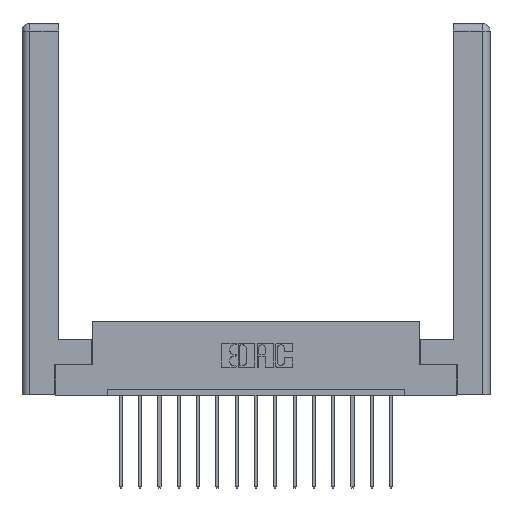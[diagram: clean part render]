
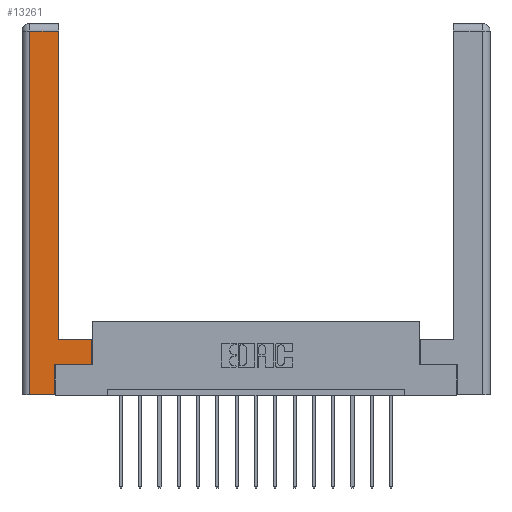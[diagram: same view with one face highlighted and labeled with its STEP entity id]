
A CAD part, top view. The second image highlights one B-rep face of the part: STEP entity #13261.
In plain terms, the highlighted planar face has unit normal (0, 0, 1).
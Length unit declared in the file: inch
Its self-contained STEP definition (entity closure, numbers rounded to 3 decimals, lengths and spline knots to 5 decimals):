
#574 = ORIENTED_EDGE ( 'NONE', *, *, #9818, .T. ) ;
#1322 = EDGE_CURVE ( 'NONE', #4451, #1588, #6047, .T. ) ;
#1502 = ORIENTED_EDGE ( 'NONE', *, *, #1322, .T. ) ;
#1588 = VERTEX_POINT ( 'NONE', #7931 ) ;
#2008 = CARTESIAN_POINT ( 'NONE',  ( 0.265, 0.245, 0. ) ) ;
#2147 = DIRECTION ( 'NONE',  ( 0., 1., 0. ) ) ;
#3022 = DIRECTION ( 'NONE',  ( 1., 0., 0. ) ) ;
#3670 = CARTESIAN_POINT ( 'NONE',  ( 0.565, 0.245, 0. ) ) ;
#3700 = ORIENTED_EDGE ( 'NONE', *, *, #8033, .T. ) ;
#3820 = VECTOR ( 'NONE', #12633, 39.37008 ) ;
#3905 = VERTEX_POINT ( 'NONE', #5875 ) ;
#4322 = CARTESIAN_POINT ( 'NONE',  ( 0.265, 0., 0. ) ) ;
#4451 = VERTEX_POINT ( 'NONE', #14860 ) ;
#4827 = LINE ( 'NONE', #4322, #14298 ) ;
#5111 = LINE ( 'NONE', #6561, #15816 ) ;
#5361 = VERTEX_POINT ( 'NONE', #2008 ) ;
#5875 = CARTESIAN_POINT ( 'NONE',  ( 0.265, 0., 0. ) ) ;
#5933 = VECTOR ( 'NONE', #16092, 39.37008 ) ;
#6047 = LINE ( 'NONE', #13607, #7319 ) ;
#6099 = EDGE_CURVE ( 'NONE', #11454, #6545, #11630, .T. ) ;
#6545 = VERTEX_POINT ( 'NONE', #7288 ) ;
#6561 = CARTESIAN_POINT ( 'NONE',  ( 0.265, 0.245, 0. ) ) ;
#6637 = CARTESIAN_POINT ( 'NONE',  ( 0.565, 0.245, 0. ) ) ;
#7058 = ORIENTED_EDGE ( 'NONE', *, *, #6099, .T. ) ;
#7288 = CARTESIAN_POINT ( 'NONE',  ( 0.565, 0.45, 0. ) ) ;
#7319 = VECTOR ( 'NONE', #8197, 39.37008 ) ;
#7931 = CARTESIAN_POINT ( 'NONE',  ( 0.0615, 0., 0. ) ) ;
#8033 = EDGE_CURVE ( 'NONE', #6545, #11589, #8185, .T. ) ;
#8185 = LINE ( 'NONE', #16576, #3820 ) ;
#8197 = DIRECTION ( 'NONE',  ( 0., -1., 0. ) ) ;
#8257 = VECTOR ( 'NONE', #2147, 39.37008 ) ;
#8510 = DIRECTION ( 'NONE',  ( -1., 0., 0. ) ) ;
#8744 = CARTESIAN_POINT ( 'NONE',  ( 0.295, 3., 0. ) ) ;
#8821 = DIRECTION ( 'NONE',  ( 0., 1., 0. ) ) ;
#9596 = AXIS2_PLACEMENT_3D ( 'NONE', #11956, #10467, #10582 ) ;
#9818 = EDGE_CURVE ( 'NONE', #1588, #3905, #4827, .T. ) ;
#9923 = VECTOR ( 'NONE', #8510, 39.37008 ) ;
#10467 = DIRECTION ( 'NONE',  ( 0., 0., -1. ) ) ;
#10582 = DIRECTION ( 'NONE',  ( -1., 0., 0. ) ) ;
#10621 = DIRECTION ( 'NONE',  ( 0., 1., 0. ) ) ;
#10772 = VECTOR ( 'NONE', #8821, 39.37008 ) ;
#11014 = LINE ( 'NONE', #8744, #8257 ) ;
#11221 = EDGE_LOOP ( 'NONE', ( #14964, #15625, #1502, #574, #15257, #16055, #7058, #3700 ) ) ;
#11310 = CARTESIAN_POINT ( 'NONE',  ( 0.0615, 2.94, 0. ) ) ;
#11454 = VERTEX_POINT ( 'NONE', #3670 ) ;
#11589 = VERTEX_POINT ( 'NONE', #16029 ) ;
#11630 = LINE ( 'NONE', #16859, #10772 ) ;
#11842 = LINE ( 'NONE', #11310, #9923 ) ;
#11902 = PLANE ( 'NONE',  #9596 ) ;
#11956 = CARTESIAN_POINT ( 'NONE',  ( 0., 0., 0. ) ) ;
#12630 = CARTESIAN_POINT ( 'NONE',  ( 0.295, 2.94, 0. ) ) ;
#12633 = DIRECTION ( 'NONE',  ( -1., 0., 0. ) ) ;
#13261 = ADVANCED_FACE ( 'NONE', ( #15191 ), #11902, .F. ) ;
#13607 = CARTESIAN_POINT ( 'NONE',  ( 0.0615, 0., 0. ) ) ;
#14143 = VERTEX_POINT ( 'NONE', #12630 ) ;
#14298 = VECTOR ( 'NONE', #3022, 39.37008 ) ;
#14804 = LINE ( 'NONE', #6637, #5933 ) ;
#14860 = CARTESIAN_POINT ( 'NONE',  ( 0.0615, 2.94, 0. ) ) ;
#14964 = ORIENTED_EDGE ( 'NONE', *, *, #14968, .T. ) ;
#14968 = EDGE_CURVE ( 'NONE', #11589, #14143, #11014, .T. ) ;
#15159 = EDGE_CURVE ( 'NONE', #5361, #11454, #14804, .T. ) ;
#15191 = FACE_OUTER_BOUND ( 'NONE', #11221, .T. ) ;
#15257 = ORIENTED_EDGE ( 'NONE', *, *, #15794, .T. ) ;
#15625 = ORIENTED_EDGE ( 'NONE', *, *, #16694, .T. ) ;
#15794 = EDGE_CURVE ( 'NONE', #3905, #5361, #5111, .T. ) ;
#15816 = VECTOR ( 'NONE', #10621, 39.37008 ) ;
#16029 = CARTESIAN_POINT ( 'NONE',  ( 0.295, 0.45, 0. ) ) ;
#16055 = ORIENTED_EDGE ( 'NONE', *, *, #15159, .T. ) ;
#16092 = DIRECTION ( 'NONE',  ( 1., 0., 0. ) ) ;
#16576 = CARTESIAN_POINT ( 'NONE',  ( 0.295, 0.45, 0. ) ) ;
#16694 = EDGE_CURVE ( 'NONE', #14143, #4451, #11842, .T. ) ;
#16859 = CARTESIAN_POINT ( 'NONE',  ( 0.565, 0.45, 0. ) ) ;
